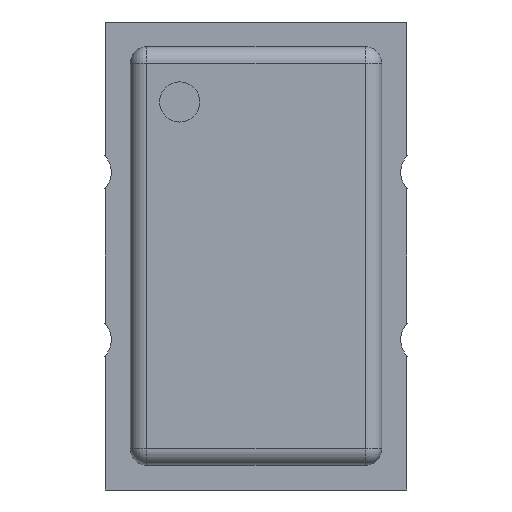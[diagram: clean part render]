
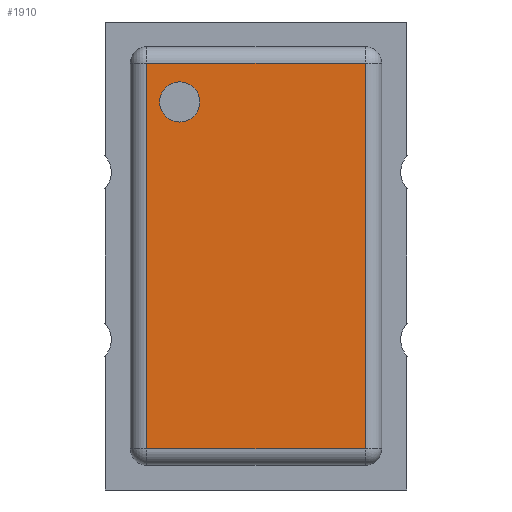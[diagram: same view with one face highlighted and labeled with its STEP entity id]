
A CAD part, left-side view. The second image highlights one B-rep face of the part: STEP entity #1910.
In plain terms, the highlighted planar face has unit normal (-1, 0, 0).
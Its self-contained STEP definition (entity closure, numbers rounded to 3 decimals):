
#18 = DIRECTION ( 'NONE',  ( 0., -1., 0. ) ) ;
#36 = EDGE_CURVE ( 'NONE', #1892, #592, #215, .T. ) ;
#84 = AXIS2_PLACEMENT_3D ( 'NONE', #423, #1871, #1232 ) ;
#106 = VERTEX_POINT ( 'NONE', #201 ) ;
#110 = VECTOR ( 'NONE', #842, 1000. ) ;
#137 = ORIENTED_EDGE ( 'NONE', *, *, #1003, .F. ) ;
#191 = CARTESIAN_POINT ( 'NONE',  ( -5.3, 2.313, 5.285 ) ) ;
#195 = CARTESIAN_POINT ( 'NONE',  ( -5.3, 3.31, 5.85 ) ) ;
#201 = CARTESIAN_POINT ( 'NONE',  ( -5.3, 3.31, -5.85 ) ) ;
#215 = CIRCLE ( 'NONE', #636, 0.61 ) ;
#225 = CARTESIAN_POINT ( 'NONE',  ( -5.3, -3.31, 5.85 ) ) ;
#423 = CARTESIAN_POINT ( 'NONE',  ( -5.3, 2.313, 4.674 ) ) ;
#451 = ORIENTED_EDGE ( 'NONE', *, *, #36, .F. ) ;
#458 = ORIENTED_EDGE ( 'NONE', *, *, #2075, .T. ) ;
#482 = DIRECTION ( 'NONE',  ( 0., 0., 1. ) ) ;
#526 = EDGE_CURVE ( 'NONE', #106, #671, #1809, .T. ) ;
#527 = DIRECTION ( 'NONE',  ( 0., 0., 1. ) ) ;
#534 = LINE ( 'NONE', #195, #110 ) ;
#592 = VERTEX_POINT ( 'NONE', #191 ) ;
#636 = AXIS2_PLACEMENT_3D ( 'NONE', #830, #1140, #1153 ) ;
#671 = VERTEX_POINT ( 'NONE', #900 ) ;
#685 = VECTOR ( 'NONE', #527, 1000. ) ;
#722 = EDGE_CURVE ( 'NONE', #1999, #106, #1816, .T. ) ;
#787 = CARTESIAN_POINT ( 'NONE',  ( -5.3, -3.31, 5.85 ) ) ;
#830 = CARTESIAN_POINT ( 'NONE',  ( -5.3, 2.313, 4.674 ) ) ;
#842 = DIRECTION ( 'NONE',  ( 0., 1., 0. ) ) ;
#900 = CARTESIAN_POINT ( 'NONE',  ( -5.3, -3.31, -5.85 ) ) ;
#929 = AXIS2_PLACEMENT_3D ( 'NONE', #787, #1642, #482 ) ;
#955 = CARTESIAN_POINT ( 'NONE',  ( -5.3, 3.31, 5.85 ) ) ;
#994 = DIRECTION ( 'NONE',  ( 0., 0., -1. ) ) ;
#1003 = EDGE_CURVE ( 'NONE', #592, #1892, #1460, .T. ) ;
#1125 = FACE_BOUND ( 'NONE', #1980, .T. ) ;
#1140 = DIRECTION ( 'NONE',  ( -1., 0., 0. ) ) ;
#1153 = DIRECTION ( 'NONE',  ( 0., 0., 1. ) ) ;
#1191 = ORIENTED_EDGE ( 'NONE', *, *, #1852, .T. ) ;
#1232 = DIRECTION ( 'NONE',  ( 0., 0., 1. ) ) ;
#1236 = EDGE_LOOP ( 'NONE', ( #1453, #1191, #458, #2070 ) ) ;
#1288 = CARTESIAN_POINT ( 'NONE',  ( -5.3, -3.31, -5.85 ) ) ;
#1406 = VERTEX_POINT ( 'NONE', #1570 ) ;
#1431 = VECTOR ( 'NONE', #18, 1000. ) ;
#1453 = ORIENTED_EDGE ( 'NONE', *, *, #526, .T. ) ;
#1460 = CIRCLE ( 'NONE', #84, 0.61 ) ;
#1570 = CARTESIAN_POINT ( 'NONE',  ( -5.3, -3.31, 5.85 ) ) ;
#1629 = FACE_OUTER_BOUND ( 'NONE', #1236, .T. ) ;
#1638 = VECTOR ( 'NONE', #994, 1000. ) ;
#1642 = DIRECTION ( 'NONE',  ( -1., 0., 0. ) ) ;
#1681 = CARTESIAN_POINT ( 'NONE',  ( -5.3, 3.31, -5.85 ) ) ;
#1805 = CARTESIAN_POINT ( 'NONE',  ( -5.3, 2.313, 4.064 ) ) ;
#1809 = LINE ( 'NONE', #1288, #1431 ) ;
#1816 = LINE ( 'NONE', #1681, #1638 ) ;
#1829 = PLANE ( 'NONE',  #929 ) ;
#1852 = EDGE_CURVE ( 'NONE', #671, #1406, #2108, .T. ) ;
#1871 = DIRECTION ( 'NONE',  ( -1., 0., 0. ) ) ;
#1892 = VERTEX_POINT ( 'NONE', #1805 ) ;
#1910 = ADVANCED_FACE ( 'NONE', ( #1125, #1629 ), #1829, .T. ) ;
#1980 = EDGE_LOOP ( 'NONE', ( #137, #451 ) ) ;
#1999 = VERTEX_POINT ( 'NONE', #955 ) ;
#2070 = ORIENTED_EDGE ( 'NONE', *, *, #722, .T. ) ;
#2075 = EDGE_CURVE ( 'NONE', #1406, #1999, #534, .T. ) ;
#2108 = LINE ( 'NONE', #225, #685 ) ;
